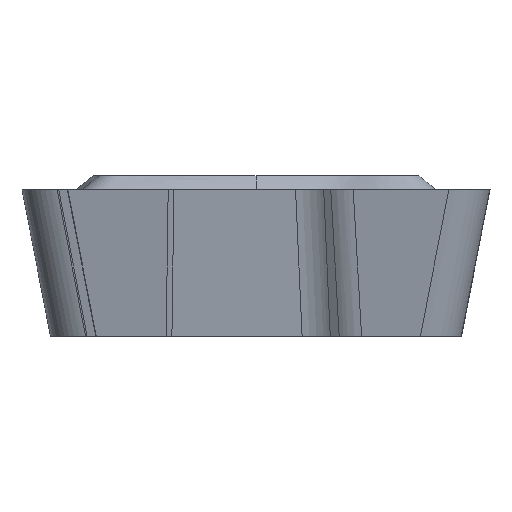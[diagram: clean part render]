
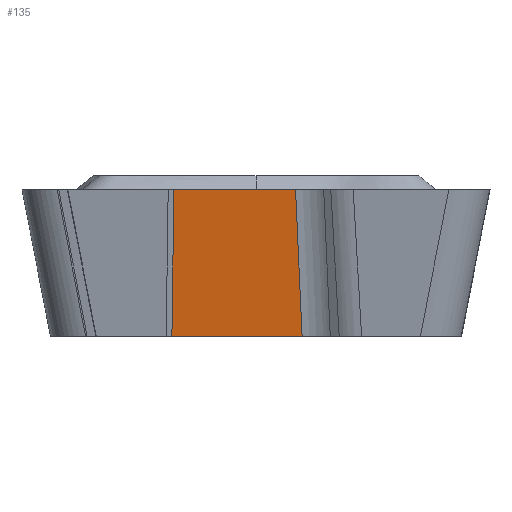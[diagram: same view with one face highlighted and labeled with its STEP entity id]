
A CAD part, front view. The second image highlights one B-rep face of the part: STEP entity #135.
In plain terms, the highlighted planar face has unit normal (0.137, -0.972, -0.191).
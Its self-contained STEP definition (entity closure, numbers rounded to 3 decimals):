
#56=FACE_OUTER_BOUND('',#234,.T.);
#135=ADVANCED_FACE('',(#56),#182,.T.);
#182=PLANE('',#1414);
#234=EDGE_LOOP('',(#409,#410,#411,#412));
#409=ORIENTED_EDGE('',*,*,#667,.F.);
#410=ORIENTED_EDGE('',*,*,#779,.T.);
#411=ORIENTED_EDGE('',*,*,#755,.T.);
#412=ORIENTED_EDGE('',*,*,#780,.T.);
#569=VERTEX_POINT('',#1858);
#570=VERTEX_POINT('',#1860);
#657=VERTEX_POINT('',#2112);
#658=VERTEX_POINT('',#2114);
#667=EDGE_CURVE('',#569,#570,#1138,.T.);
#755=EDGE_CURVE('',#658,#657,#1175,.T.);
#779=EDGE_CURVE('',#569,#658,#1194,.T.);
#780=EDGE_CURVE('',#657,#570,#1195,.T.);
#1138=LINE('',#1859,#1242);
#1175=LINE('',#2113,#1279);
#1194=LINE('',#2285,#1298);
#1195=LINE('',#2286,#1299);
#1242=VECTOR('',#1529,1.);
#1279=VECTOR('',#1664,1.);
#1298=VECTOR('',#1707,1.);
#1299=VECTOR('',#1708,1.);
#1414=AXIS2_PLACEMENT_3D('',#2287,#1709,#1710);
#1529=DIRECTION('',(0.99,0.139,0.));
#1664=DIRECTION('',(0.99,0.139,0.));
#1707=DIRECTION('',(-0.013,0.191,-0.982));
#1708=DIRECTION('',(-0.044,-0.198,0.979));
#1709=DIRECTION('',(0.137,-0.972,-0.191));
#1710=DIRECTION('',(0.,0.193,-0.981));
#1858=CARTESIAN_POINT('',(-2.351,-6.689,-0.4));
#1859=CARTESIAN_POINT('',(-2.432,-6.7,-0.4));
#1860=CARTESIAN_POINT('',(1.131,-6.199,-0.4));
#2112=CARTESIAN_POINT('',(1.32,-5.348,-4.6));
#2113=CARTESIAN_POINT('',(-4.381,-6.149,-4.6));
#2114=CARTESIAN_POINT('',(-2.408,-5.872,-4.6));
#2285=CARTESIAN_POINT('',(-2.351,-6.689,-0.399));
#2286=CARTESIAN_POINT('',(1.133,-6.193,-0.431));
#2287=CARTESIAN_POINT('',(-2.432,-6.7,-0.4));
